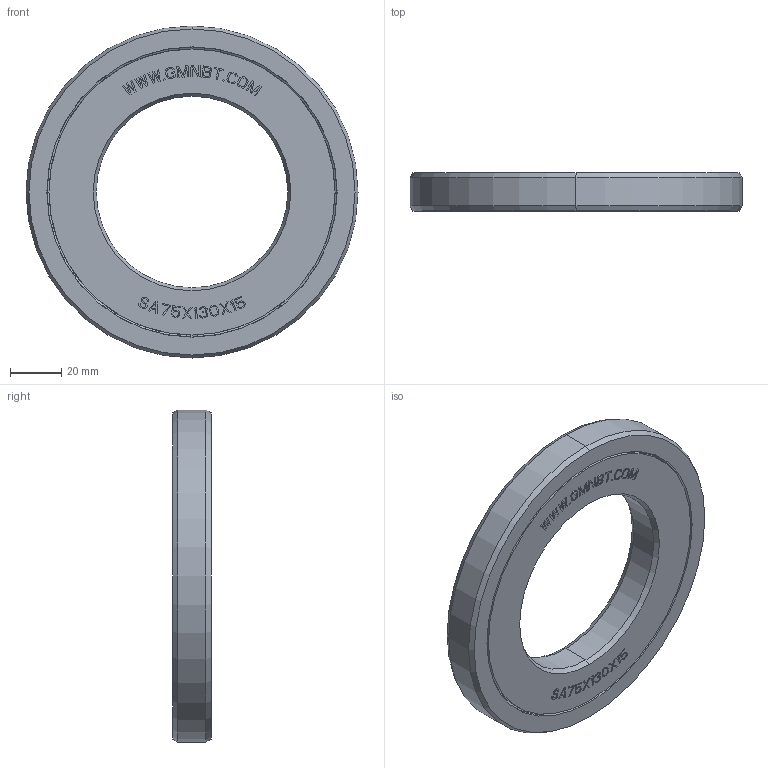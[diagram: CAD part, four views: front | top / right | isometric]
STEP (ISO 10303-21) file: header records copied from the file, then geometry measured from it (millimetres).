
FILE_DESCRIPTION((''),'2;1');
FILE_NAME('SA75X130X15_PRT','2014-11-17T',('sales 4'),(''),'PRO/ENGINEER BY PARAMETRIC TECHNOLOGY CORPORATION, 2013150','PRO/ENGINEER BY PARAMETRIC TECHNOLOGY CORPORATION, 2013150','');
FILE_SCHEMA(('AUTOMOTIVE_DESIGN { 1 0 10303 214 1 1 1 1 }'));
Length unit declared in the file: millimetre
Products named in the file (1): SA75X130X15_PRT
Bounding box: 130 x 15.07 x 130 mm (x, y, z)
Volume: 127233.2 mm3; surface area: 44242.9 mm2
Topology: 2 solids, 2 shells, 668 faces, 1847 edges, 1212 vertices
Faces by surface type: plane 583, cone 38, torus 34, cylinder 13
Entity records: 27657 total; most frequent: CARTESIAN_POINT 4049, ORIENTED_EDGE 3694, DIRECTION 3238, PRESENTATION_STYLE_ASSIGNMENT 1944, STYLED_ITEM 1849, CURVE_STYLE 1847, EDGE_CURVE 1847, VECTOR 1678
